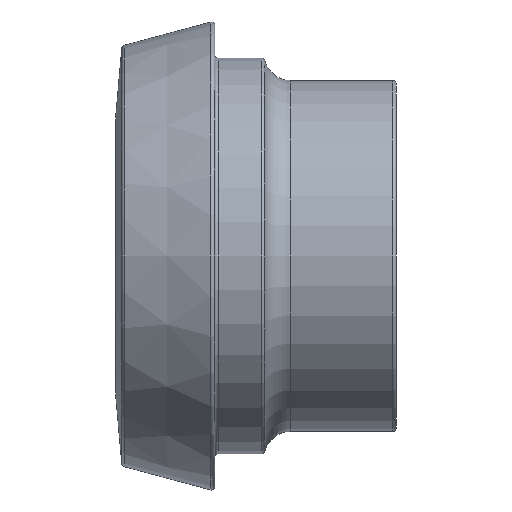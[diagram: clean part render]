
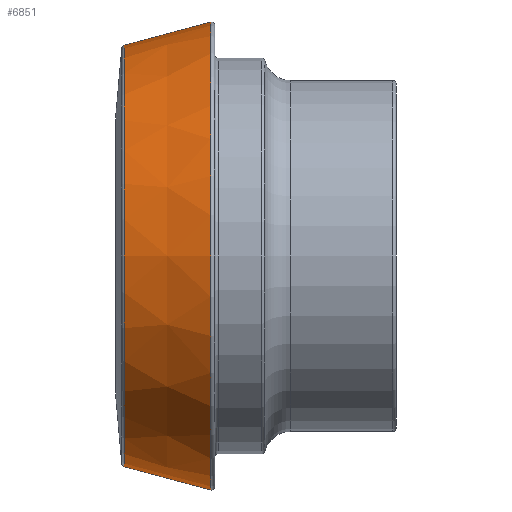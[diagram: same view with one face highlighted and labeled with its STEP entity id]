
A CAD part, front view. The second image highlights one B-rep face of the part: STEP entity #6851.
In plain terms, the highlighted conical face has half-angle 15 degrees and reference radius 14.25 mm.
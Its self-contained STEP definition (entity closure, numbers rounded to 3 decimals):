
#172 = CARTESIAN_POINT ( 'NONE',  ( 6., 0., 0. ) ) ;
#802 = CARTESIAN_POINT ( 'NONE',  ( 5.748, 0., 0. ) ) ;
#842 = EDGE_CURVE ( 'NONE', #1757, #6194, #10248, .T. ) ;
#1391 = CONICAL_SURFACE ( 'NONE', #3678, 14.25, 0.262 ) ;
#1443 = EDGE_CURVE ( 'NONE', #6194, #4160, #5544, .T. ) ;
#1757 = VERTEX_POINT ( 'NONE', #2768 ) ;
#1804 = CARTESIAN_POINT ( 'NONE',  ( 5.748, 0., -14.183 ) ) ;
#2024 = CARTESIAN_POINT ( 'NONE',  ( 6., 0., 14.25 ) ) ;
#2768 = CARTESIAN_POINT ( 'NONE',  ( 0.506, 0., 12.778 ) ) ;
#3458 = CARTESIAN_POINT ( 'NONE',  ( 5.748, 0., 14.183 ) ) ;
#3471 = CARTESIAN_POINT ( 'NONE',  ( 0.506, 0., 0. ) ) ;
#3556 = EDGE_CURVE ( 'NONE', #1757, #10517, #7123, .T. ) ;
#3678 = AXIS2_PLACEMENT_3D ( 'NONE', #172, #5908, #12456 ) ;
#3939 = CIRCLE ( 'NONE', #9970, 14.183 ) ;
#4160 = VERTEX_POINT ( 'NONE', #1804 ) ;
#4433 = DIRECTION ( 'NONE',  ( 0., 0., 1. ) ) ;
#4558 = VECTOR ( 'NONE', #7925, 1000. ) ;
#5015 = ORIENTED_EDGE ( 'NONE', *, *, #1443, .T. ) ;
#5544 = LINE ( 'NONE', #11865, #7197 ) ;
#5908 = DIRECTION ( 'NONE',  ( 1., 0., 0. ) ) ;
#6004 = DIRECTION ( 'NONE',  ( 0.966, 0., -0.259 ) ) ;
#6151 = ORIENTED_EDGE ( 'NONE', *, *, #9949, .T. ) ;
#6194 = VERTEX_POINT ( 'NONE', #9069 ) ;
#6284 = EDGE_LOOP ( 'NONE', ( #6913, #6432, #5015, #6151 ) ) ;
#6432 = ORIENTED_EDGE ( 'NONE', *, *, #842, .T. ) ;
#6606 = DIRECTION ( 'NONE',  ( -1., 0., 0. ) ) ;
#6851 = ADVANCED_FACE ( 'NONE', ( #10776 ), #1391, .T. ) ;
#6913 = ORIENTED_EDGE ( 'NONE', *, *, #3556, .F. ) ;
#7123 = LINE ( 'NONE', #2024, #4558 ) ;
#7197 = VECTOR ( 'NONE', #6004, 1000. ) ;
#7392 = AXIS2_PLACEMENT_3D ( 'NONE', #3471, #11252, #4433 ) ;
#7550 = DIRECTION ( 'NONE',  ( 0., 0., 1. ) ) ;
#7925 = DIRECTION ( 'NONE',  ( 0.966, 0., 0.259 ) ) ;
#9069 = CARTESIAN_POINT ( 'NONE',  ( 0.506, 0., -12.778 ) ) ;
#9949 = EDGE_CURVE ( 'NONE', #4160, #10517, #3939, .T. ) ;
#9970 = AXIS2_PLACEMENT_3D ( 'NONE', #802, #6606, #7550 ) ;
#10248 = CIRCLE ( 'NONE', #7392, 12.778 ) ;
#10517 = VERTEX_POINT ( 'NONE', #3458 ) ;
#10776 = FACE_OUTER_BOUND ( 'NONE', #6284, .T. ) ;
#11252 = DIRECTION ( 'NONE',  ( 1., 0., 0. ) ) ;
#11865 = CARTESIAN_POINT ( 'NONE',  ( 6., 0., -14.25 ) ) ;
#12456 = DIRECTION ( 'NONE',  ( 0., 0., -1. ) ) ;
